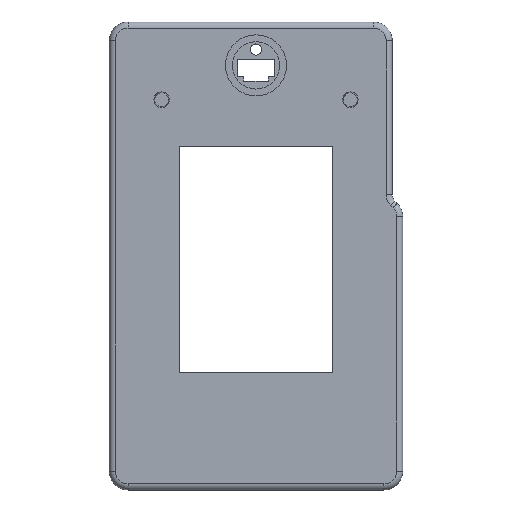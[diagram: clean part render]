
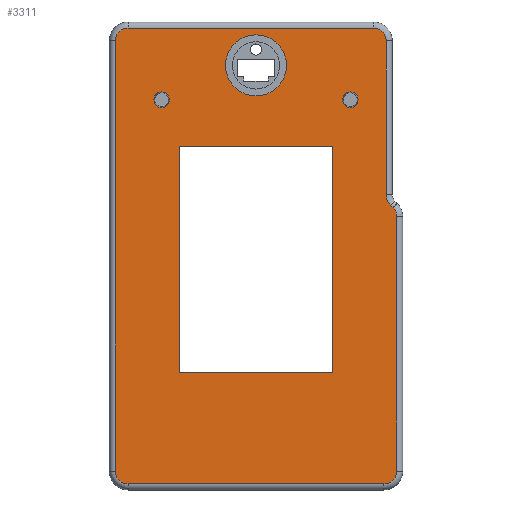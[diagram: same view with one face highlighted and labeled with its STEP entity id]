
A CAD part, top view. The second image highlights one B-rep face of the part: STEP entity #3311.
In plain terms, the highlighted planar face has unit normal (0, 0, 1).
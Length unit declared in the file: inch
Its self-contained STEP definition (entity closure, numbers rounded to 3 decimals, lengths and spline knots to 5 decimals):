
#21=FACE_BOUND('',#482,.T.);
#22=FACE_BOUND('',#483,.T.);
#23=FACE_BOUND('',#484,.T.);
#24=FACE_BOUND('',#485,.T.);
#54=CIRCLE('',#3501,0.17);
#58=CIRCLE('',#3507,0.17);
#62=CIRCLE('',#3513,0.17);
#66=CIRCLE('',#3519,0.17);
#70=CIRCLE('',#3525,0.2);
#73=CIRCLE('',#3530,0.17);
#78=CIRCLE('',#3542,0.405);
#79=CIRCLE('',#3543,0.103);
#80=CIRCLE('',#3544,0.103);
#292=FACE_OUTER_BOUND('',#481,.T.);
#481=EDGE_LOOP('',(#2303,#2304,#2305,#2306,#2307,#2308,#2309,#2310,#2311,
#2312,#2313,#2314));
#482=EDGE_LOOP('',(#2315));
#483=EDGE_LOOP('',(#2316,#2317,#2318,#2319));
#484=EDGE_LOOP('',(#2320));
#485=EDGE_LOOP('',(#2321));
#707=LINE('',#4937,#1054);
#708=LINE('',#4948,#1055);
#710=LINE('',#4960,#1057);
#712=LINE('',#4972,#1059);
#714=LINE('',#4984,#1061);
#716=LINE('',#4996,#1063);
#728=LINE('',#5032,#1075);
#729=LINE('',#5034,#1076);
#730=LINE('',#5036,#1077);
#731=LINE('',#5037,#1078);
#1054=VECTOR('',#3892,0.3937);
#1055=VECTOR('',#3905,0.3937);
#1057=VECTOR('',#3919,0.3937);
#1059=VECTOR('',#3933,0.3937);
#1061=VECTOR('',#3947,0.3937);
#1063=VECTOR('',#3961,0.3937);
#1075=VECTOR('',#4001,0.3937);
#1076=VECTOR('',#4002,0.3937);
#1077=VECTOR('',#4003,0.3937);
#1078=VECTOR('',#4004,0.3937);
#1392=VERTEX_POINT('',#4930);
#1395=VERTEX_POINT('',#4935);
#1397=VERTEX_POINT('',#4940);
#1399=VERTEX_POINT('',#4946);
#1401=VERTEX_POINT('',#4952);
#1403=VERTEX_POINT('',#4958);
#1405=VERTEX_POINT('',#4964);
#1407=VERTEX_POINT('',#4970);
#1409=VERTEX_POINT('',#4976);
#1411=VERTEX_POINT('',#4982);
#1413=VERTEX_POINT('',#4988);
#1415=VERTEX_POINT('',#4994);
#1423=VERTEX_POINT('',#5028);
#1424=VERTEX_POINT('',#5030);
#1425=VERTEX_POINT('',#5031);
#1426=VERTEX_POINT('',#5033);
#1427=VERTEX_POINT('',#5035);
#1428=VERTEX_POINT('',#5038);
#1429=VERTEX_POINT('',#5040);
#1729=EDGE_CURVE('',#1395,#1392,#707,.T.);
#1731=EDGE_CURVE('',#1397,#1395,#54,.T.);
#1734=EDGE_CURVE('',#1399,#1397,#708,.T.);
#1737=EDGE_CURVE('',#1401,#1399,#58,.T.);
#1740=EDGE_CURVE('',#1403,#1401,#710,.T.);
#1743=EDGE_CURVE('',#1405,#1403,#62,.T.);
#1746=EDGE_CURVE('',#1407,#1405,#712,.T.);
#1749=EDGE_CURVE('',#1409,#1407,#66,.T.);
#1752=EDGE_CURVE('',#1411,#1409,#714,.T.);
#1755=EDGE_CURVE('',#1413,#1411,#70,.T.);
#1758=EDGE_CURVE('',#1415,#1413,#716,.T.);
#1760=EDGE_CURVE('',#1392,#1415,#73,.T.);
#1775=EDGE_CURVE('',#1423,#1423,#78,.T.);
#1776=EDGE_CURVE('',#1424,#1425,#728,.T.);
#1777=EDGE_CURVE('',#1425,#1426,#729,.T.);
#1778=EDGE_CURVE('',#1426,#1427,#730,.T.);
#1779=EDGE_CURVE('',#1427,#1424,#731,.T.);
#1780=EDGE_CURVE('',#1428,#1428,#79,.T.);
#1781=EDGE_CURVE('',#1429,#1429,#80,.T.);
#2303=ORIENTED_EDGE('',*,*,#1729,.F.);
#2304=ORIENTED_EDGE('',*,*,#1731,.F.);
#2305=ORIENTED_EDGE('',*,*,#1734,.F.);
#2306=ORIENTED_EDGE('',*,*,#1737,.F.);
#2307=ORIENTED_EDGE('',*,*,#1740,.F.);
#2308=ORIENTED_EDGE('',*,*,#1743,.F.);
#2309=ORIENTED_EDGE('',*,*,#1746,.F.);
#2310=ORIENTED_EDGE('',*,*,#1749,.F.);
#2311=ORIENTED_EDGE('',*,*,#1752,.F.);
#2312=ORIENTED_EDGE('',*,*,#1755,.F.);
#2313=ORIENTED_EDGE('',*,*,#1758,.F.);
#2314=ORIENTED_EDGE('',*,*,#1760,.F.);
#2315=ORIENTED_EDGE('',*,*,#1775,.T.);
#2316=ORIENTED_EDGE('',*,*,#1776,.T.);
#2317=ORIENTED_EDGE('',*,*,#1777,.T.);
#2318=ORIENTED_EDGE('',*,*,#1778,.T.);
#2319=ORIENTED_EDGE('',*,*,#1779,.T.);
#2320=ORIENTED_EDGE('',*,*,#1780,.T.);
#2321=ORIENTED_EDGE('',*,*,#1781,.T.);
#3184=PLANE('',#3541);
#3311=ADVANCED_FACE('',(#292,#21,#22,#23,#24),#3184,.T.);
#3501=AXIS2_PLACEMENT_3D('',#4942,#3897,#3898);
#3507=AXIS2_PLACEMENT_3D('',#4954,#3911,#3912);
#3513=AXIS2_PLACEMENT_3D('',#4966,#3925,#3926);
#3519=AXIS2_PLACEMENT_3D('',#4978,#3939,#3940);
#3525=AXIS2_PLACEMENT_3D('',#4990,#3953,#3954);
#3530=AXIS2_PLACEMENT_3D('',#4999,#3965,#3966);
#3541=AXIS2_PLACEMENT_3D('',#5027,#3997,#3998);
#3542=AXIS2_PLACEMENT_3D('',#5029,#3999,#4000);
#3543=AXIS2_PLACEMENT_3D('',#5039,#4005,#4006);
#3544=AXIS2_PLACEMENT_3D('',#5041,#4007,#4008);
#3892=DIRECTION('',(1.,0.,0.));
#3897=DIRECTION('center_axis',(0.,0.,-1.));
#3898=DIRECTION('ref_axis',(-0.707,0.707,0.));
#3905=DIRECTION('',(0.,1.,0.));
#3911=DIRECTION('center_axis',(0.,0.,-1.));
#3912=DIRECTION('ref_axis',(-0.707,-0.707,0.));
#3919=DIRECTION('',(-1.,0.,0.));
#3925=DIRECTION('center_axis',(0.,0.,-1.));
#3926=DIRECTION('ref_axis',(0.707,-0.707,0.));
#3933=DIRECTION('',(0.,-1.,0.));
#3939=DIRECTION('center_axis',(0.,0.,-1.));
#3940=DIRECTION('ref_axis',(0.924,0.383,0.));
#3947=DIRECTION('',(0.707,-0.707,0.));
#3953=DIRECTION('center_axis',(0.,0.,1.));
#3954=DIRECTION('ref_axis',(-0.924,-0.383,0.));
#3961=DIRECTION('',(0.,-1.,0.));
#3965=DIRECTION('center_axis',(0.,0.,-1.));
#3966=DIRECTION('ref_axis',(0.707,0.707,0.));
#3997=DIRECTION('center_axis',(0.,0.,1.));
#3998=DIRECTION('ref_axis',(1.,0.,0.));
#3999=DIRECTION('center_axis',(0.,0.,-1.));
#4000=DIRECTION('ref_axis',(1.,0.,0.));
#4001=DIRECTION('',(0.,-1.,0.));
#4002=DIRECTION('',(-1.,0.,0.));
#4003=DIRECTION('',(0.,1.,0.));
#4004=DIRECTION('',(1.,0.,0.));
#4005=DIRECTION('center_axis',(0.,0.,-1.));
#4006=DIRECTION('ref_axis',(1.,0.,0.));
#4007=DIRECTION('center_axis',(0.,0.,-1.));
#4008=DIRECTION('ref_axis',(1.,0.,0.));
#4930=CARTESIAN_POINT('',(3.5,6.12,0.55));
#4935=CARTESIAN_POINT('',(0.25,6.12,0.55));
#4937=CARTESIAN_POINT('',(2.7225,6.12,0.55));
#4940=CARTESIAN_POINT('',(0.08,5.95,0.55));
#4942=CARTESIAN_POINT('Origin',(0.25,5.95,0.55));
#4946=CARTESIAN_POINT('',(0.08,0.25,0.55));
#4948=CARTESIAN_POINT('',(0.08,4.525,0.55));
#4952=CARTESIAN_POINT('',(0.25,0.08,0.55));
#4954=CARTESIAN_POINT('Origin',(0.25,0.25,0.55));
#4958=CARTESIAN_POINT('',(3.64,0.08,0.55));
#4960=CARTESIAN_POINT('',(1.0975,0.08,0.55));
#4964=CARTESIAN_POINT('',(3.81,0.25,0.55));
#4966=CARTESIAN_POINT('Origin',(3.64,0.25,0.55));
#4970=CARTESIAN_POINT('',(3.81,3.61945,0.55));
#4972=CARTESIAN_POINT('',(3.81,1.675,0.55));
#4976=CARTESIAN_POINT('',(3.76021,3.73965,0.55));
#4978=CARTESIAN_POINT('Origin',(3.64,3.61945,0.55));
#4982=CARTESIAN_POINT('',(3.72858,3.77128,0.55));
#4984=CARTESIAN_POINT('',(3.46632,4.03354,0.55));
#4988=CARTESIAN_POINT('',(3.67,3.91271,0.55));
#4990=CARTESIAN_POINT('Origin',(3.87,3.91271,0.55));
#4994=CARTESIAN_POINT('',(3.67,5.95,0.55));
#4996=CARTESIAN_POINT('',(3.67,3.50635,0.55));
#4999=CARTESIAN_POINT('Origin',(3.5,5.95,0.55));
#5027=CARTESIAN_POINT('Origin',(1.945,3.1,0.55));
#5028=CARTESIAN_POINT('',(2.35,5.625,0.55));
#5029=CARTESIAN_POINT('Origin',(1.945,5.625,0.55));
#5030=CARTESIAN_POINT('',(2.965,4.55,0.55));
#5031=CARTESIAN_POINT('',(2.965,1.55,0.55));
#5032=CARTESIAN_POINT('',(2.965,2.325,0.55));
#5033=CARTESIAN_POINT('',(0.925,1.55,0.55));
#5034=CARTESIAN_POINT('',(1.435,1.55,0.55));
#5035=CARTESIAN_POINT('',(0.925,4.55,0.55));
#5036=CARTESIAN_POINT('',(0.925,3.825,0.55));
#5037=CARTESIAN_POINT('',(2.455,4.55,0.55));
#5038=CARTESIAN_POINT('',(0.592,5.17,0.55));
#5039=CARTESIAN_POINT('Origin',(0.695,5.17,0.55));
#5040=CARTESIAN_POINT('',(3.298,5.17,0.55));
#5041=CARTESIAN_POINT('Origin',(3.195,5.17,0.55));
